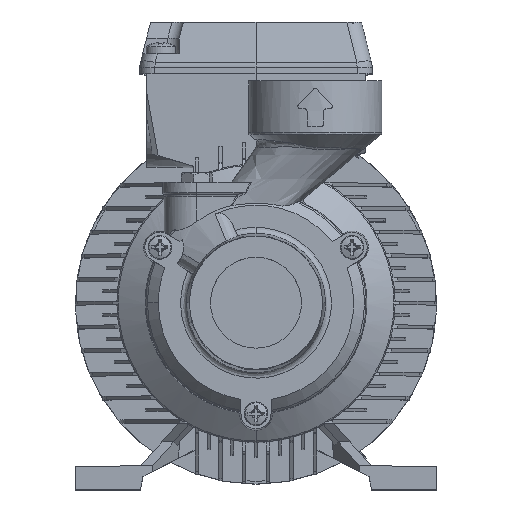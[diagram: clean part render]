
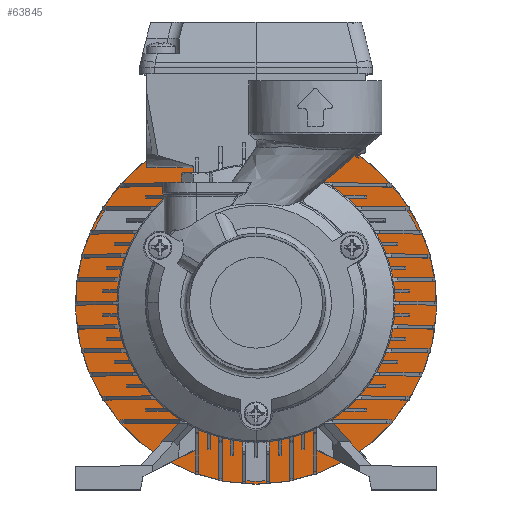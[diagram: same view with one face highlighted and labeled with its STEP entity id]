
A CAD part, top view. The second image highlights one B-rep face of the part: STEP entity #63845.
In plain terms, the highlighted face is planar.
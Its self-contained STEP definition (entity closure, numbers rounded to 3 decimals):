
#6263 = DIRECTION ( 'NONE',  ( 1., 0., 0. ) ) ;
#7475 = ORIENTED_EDGE ( 'NONE', *, *, #57087, .F. ) ;
#7669 = DIRECTION ( 'NONE',  ( 1., 0., 0. ) ) ;
#8668 = FACE_OUTER_BOUND ( 'NONE', #51481, .T. ) ;
#9454 = VERTEX_POINT ( 'NONE', #54501 ) ;
#10175 = CARTESIAN_POINT ( 'NONE',  ( 0., 0., 0. ) ) ;
#11700 = DIRECTION ( 'NONE',  ( 0., 0., -1. ) ) ;
#12372 = AXIS2_PLACEMENT_3D ( 'NONE', #46737, #7669, #21490 ) ;
#13209 = CARTESIAN_POINT ( 'NONE',  ( 0., 0., 60. ) ) ;
#13405 = CIRCLE ( 'NONE', #12372, 61. ) ;
#14342 = CIRCLE ( 'NONE', #31106, 60. ) ;
#14580 = CARTESIAN_POINT ( 'NONE',  ( 0., 0., -60. ) ) ;
#15562 = VERTEX_POINT ( 'NONE', #27050 ) ;
#16911 = EDGE_CURVE ( 'NONE', #26237, #9454, #20362, .T. ) ;
#17065 = VERTEX_POINT ( 'NONE', #60580 ) ;
#18833 = DIRECTION ( 'NONE',  ( 0., -0.296, 0.955 ) ) ;
#20362 = CIRCLE ( 'NONE', #32956, 61. ) ;
#21490 = DIRECTION ( 'NONE',  ( 0., 0., 1. ) ) ;
#22392 = CIRCLE ( 'NONE', #59044, 60. ) ;
#22699 = ORIENTED_EDGE ( 'NONE', *, *, #64035, .F. ) ;
#23301 = ORIENTED_EDGE ( 'NONE', *, *, #43574, .F. ) ;
#24853 = CARTESIAN_POINT ( 'NONE',  ( 0., -34.5, 49.089 ) ) ;
#25540 = AXIS2_PLACEMENT_3D ( 'NONE', #14580, #53608, #18833 ) ;
#26237 = VERTEX_POINT ( 'NONE', #32274 ) ;
#27050 = CARTESIAN_POINT ( 'NONE',  ( 0., -34.5, 49.089 ) ) ;
#27333 = DIRECTION ( 'NONE',  ( 1., 0., 0. ) ) ;
#27488 = VERTEX_POINT ( 'NONE', #37323 ) ;
#29664 = VERTEX_POINT ( 'NONE', #13209 ) ;
#29861 = DIRECTION ( 'NONE',  ( 1., 0., 0. ) ) ;
#31106 = AXIS2_PLACEMENT_3D ( 'NONE', #10175, #29861, #50183 ) ;
#31562 = VECTOR ( 'NONE', #44862, 1000. ) ;
#32222 = ORIENTED_EDGE ( 'NONE', *, *, #16911, .F. ) ;
#32274 = CARTESIAN_POINT ( 'NONE',  ( 0., -34.5, 50.307 ) ) ;
#32709 = VECTOR ( 'NONE', #11700, 1000. ) ;
#32956 = AXIS2_PLACEMENT_3D ( 'NONE', #63222, #6263, #56458 ) ;
#37323 = CARTESIAN_POINT ( 'NONE',  ( 0., 34.5, 49.089 ) ) ;
#37806 = CARTESIAN_POINT ( 'NONE',  ( 0., 0., 0. ) ) ;
#41668 = ORIENTED_EDGE ( 'NONE', *, *, #55865, .F. ) ;
#42746 = DIRECTION ( 'NONE',  ( 0., 0., 1. ) ) ;
#43574 = EDGE_CURVE ( 'NONE', #15562, #26237, #59595, .T. ) ;
#44665 = ORIENTED_EDGE ( 'NONE', *, *, #48023, .F. ) ;
#44862 = DIRECTION ( 'NONE',  ( 0., 0., 1. ) ) ;
#46737 = CARTESIAN_POINT ( 'NONE',  ( 0., 0., 0. ) ) ;
#48023 = EDGE_CURVE ( 'NONE', #17065, #27488, #56001, .T. ) ;
#49679 = PLANE ( 'NONE',  #25540 ) ;
#50183 = DIRECTION ( 'NONE',  ( 0., 0., 1. ) ) ;
#51481 = EDGE_LOOP ( 'NONE', ( #41668, #44665, #7475, #32222, #23301, #22699 ) ) ;
#53608 = DIRECTION ( 'NONE',  ( 1., 0., 0. ) ) ;
#54501 = CARTESIAN_POINT ( 'NONE',  ( 0., 0., -61. ) ) ;
#55865 = EDGE_CURVE ( 'NONE', #27488, #29664, #14342, .T. ) ;
#56001 = LINE ( 'NONE', #60595, #32709 ) ;
#56458 = DIRECTION ( 'NONE',  ( 0., 0., 1. ) ) ;
#57087 = EDGE_CURVE ( 'NONE', #9454, #17065, #13405, .T. ) ;
#59044 = AXIS2_PLACEMENT_3D ( 'NONE', #37806, #27333, #42746 ) ;
#59595 = LINE ( 'NONE', #24853, #31562 ) ;
#60580 = CARTESIAN_POINT ( 'NONE',  ( 0., 34.5, 50.307 ) ) ;
#60595 = CARTESIAN_POINT ( 'NONE',  ( 0., 34.5, 49.089 ) ) ;
#63222 = CARTESIAN_POINT ( 'NONE',  ( 0., 0., 0. ) ) ;
#63845 = ADVANCED_FACE ( 'NONE', ( #8668 ), #49679, .F. ) ;
#64035 = EDGE_CURVE ( 'NONE', #29664, #15562, #22392, .T. ) ;
